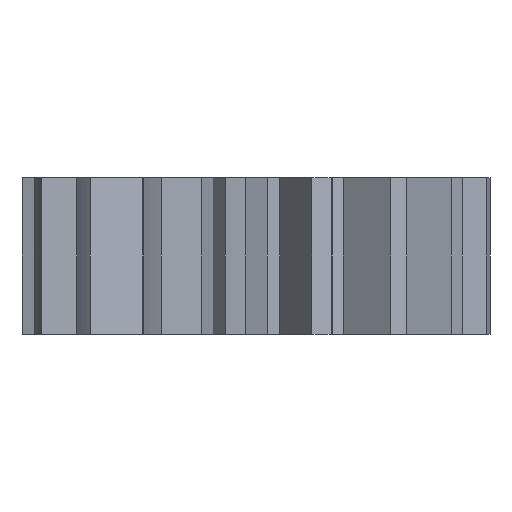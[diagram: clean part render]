
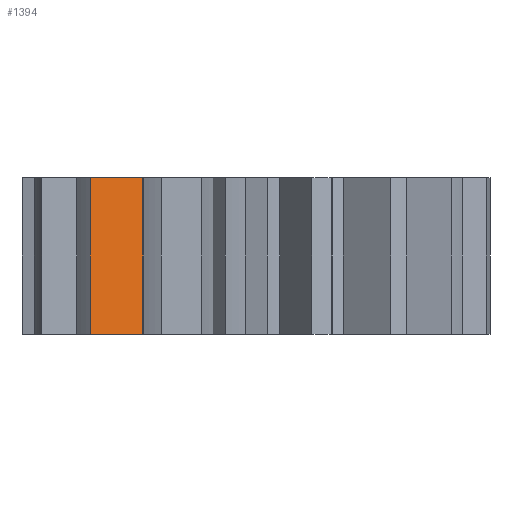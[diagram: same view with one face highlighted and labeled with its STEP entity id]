
A CAD part, left-side view. The second image highlights one B-rep face of the part: STEP entity #1394.
In plain terms, the highlighted planar face has unit normal (-0.903, -0.429, 0).
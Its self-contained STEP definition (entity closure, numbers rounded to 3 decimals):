
#46=PLANE('',#1545);
#112=FACE_OUTER_BOUND('',#183,.T.);
#183=EDGE_LOOP('',(#1122,#1123,#1124,#1125));
#314=LINE('',#2345,#451);
#315=LINE('',#2348,#452);
#316=LINE('',#2350,#453);
#317=LINE('',#2351,#454);
#451=VECTOR('',#1924,10.);
#452=VECTOR('',#1927,10.);
#453=VECTOR('',#1928,10.);
#454=VECTOR('',#1929,10.);
#659=VERTEX_POINT('',#2341);
#660=VERTEX_POINT('',#2343);
#661=VERTEX_POINT('',#2347);
#662=VERTEX_POINT('',#2349);
#856=EDGE_CURVE('',#659,#660,#314,.T.);
#857=EDGE_CURVE('',#659,#661,#315,.T.);
#858=EDGE_CURVE('',#662,#660,#316,.T.);
#859=EDGE_CURVE('',#661,#662,#317,.T.);
#1122=ORIENTED_EDGE('',*,*,#857,.F.);
#1123=ORIENTED_EDGE('',*,*,#856,.T.);
#1124=ORIENTED_EDGE('',*,*,#858,.F.);
#1125=ORIENTED_EDGE('',*,*,#859,.F.);
#1394=ADVANCED_FACE('',(#112),#46,.T.);
#1545=AXIS2_PLACEMENT_3D('',#2346,#1925,#1926);
#1924=DIRECTION('',(0.,0.,1.));
#1925=DIRECTION('center_axis',(-0.903,-0.429,0.));
#1926=DIRECTION('ref_axis',(0.429,-0.903,0.));
#1927=DIRECTION('',(-0.429,0.903,0.));
#1928=DIRECTION('',(0.429,-0.903,0.));
#1929=DIRECTION('',(0.,0.,1.));
#2341=CARTESIAN_POINT('',(-8.982,7.303,0.));
#2343=CARTESIAN_POINT('',(-8.982,7.303,10.));
#2345=CARTESIAN_POINT('',(-8.982,7.303,0.));
#2346=CARTESIAN_POINT('Origin',(-10.57,10.643,0.));
#2347=CARTESIAN_POINT('',(-10.57,10.643,0.));
#2348=CARTESIAN_POINT('',(-8.973,7.284,0.));
#2349=CARTESIAN_POINT('',(-10.57,10.643,10.));
#2350=CARTESIAN_POINT('',(-8.973,7.284,10.));
#2351=CARTESIAN_POINT('',(-10.57,10.643,0.));
